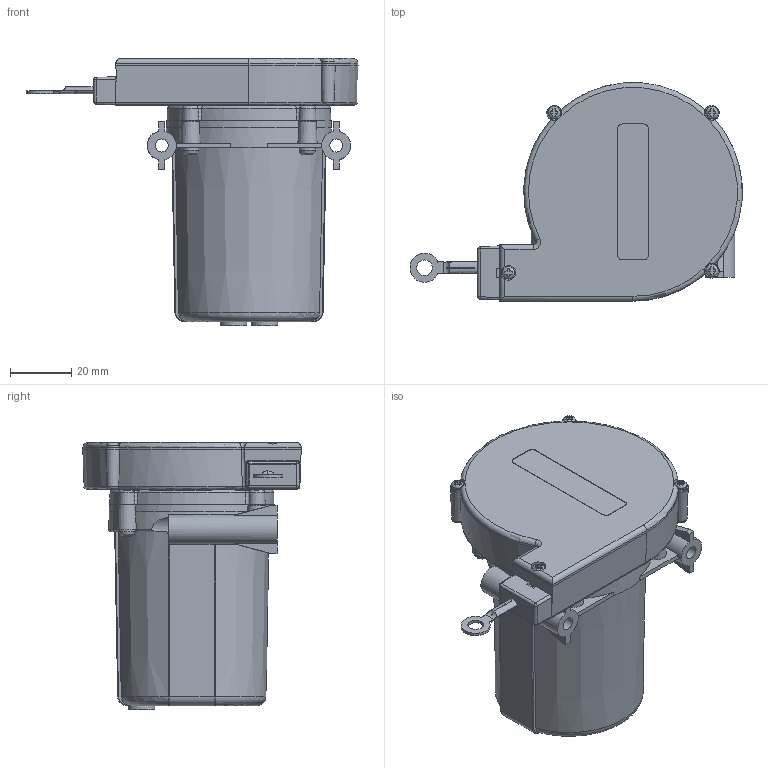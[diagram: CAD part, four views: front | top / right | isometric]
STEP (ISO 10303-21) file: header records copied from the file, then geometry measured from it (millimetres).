
FILE_DESCRIPTION((''),'2;1');
FILE_NAME('JX60 Exit4.stp','2014-09-26T11:18:38',('jason'),(''),'Autodesk Inventor 2011','Autodesk Inventor 2011','');
FILE_SCHEMA(('AUTOMOTIVE_DESIGN { 1 0 10303 214 1 1 1 1 }'));
Length unit declared in the file: inch
Products named in the file (1): JX60 Exit4
Bounding box: 108.72 x 71.51 x 87.45 mm (x, y, z)
Volume: 109898.9 mm3; surface area: 44438.7 mm2
Topology: 1 solids, 4 shells, 518 faces, 1363 edges, 863 vertices
Faces by surface type: plane 303, cylinder 112, cone 41, bspline 32, torus 28, sphere 2
Full cylindrical faces by diameter (mm): 1.27 x5, 2.261 x2, 2.692 x2, 2.845 x4, 4.013 x4, 4.318 x2, 4.775 x3, 5.08 x1, 5.385 x4, 5.766 x2, 8.712 x2, 9.525 x2, 48.26 x1, 50.089 x1, 52.832 x1
Entity records: 17679 total; most frequent: CARTESIAN_POINT 4923, ORIENTED_EDGE 2574, DIRECTION 2457, EDGE_CURVE 1287, AXIS2_PLACEMENT_3D 940, VERTEX_POINT 843, EDGE_LOOP 610, VECTOR 577
